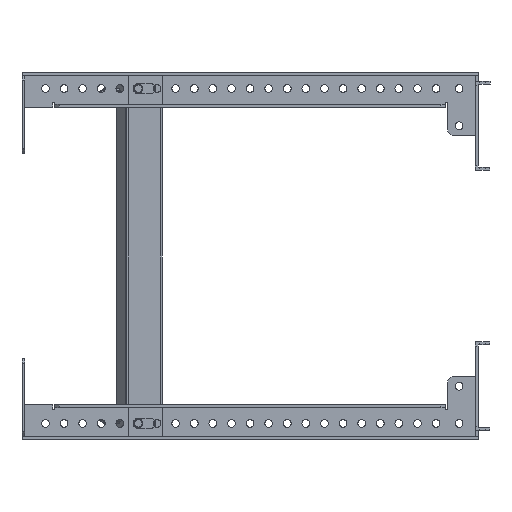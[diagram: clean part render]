
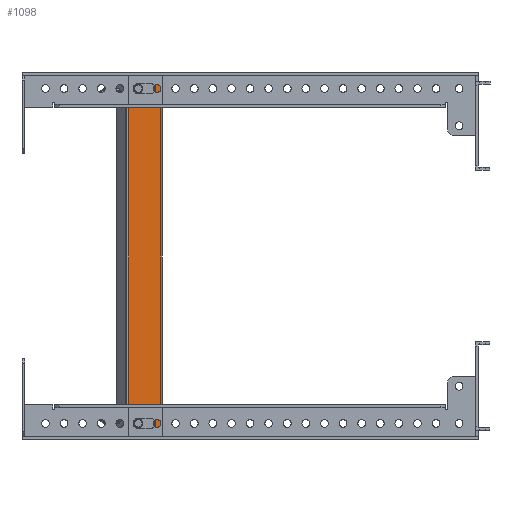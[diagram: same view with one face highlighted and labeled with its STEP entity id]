
A CAD part, front view. The second image highlights one B-rep face of the part: STEP entity #1098.
In plain terms, the highlighted planar face has unit normal (0, -1, 0).
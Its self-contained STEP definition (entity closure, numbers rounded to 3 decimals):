
#217 = DIRECTION ( 'NONE',  ( -1., 0., 0. ) ) ;
#625 = LINE ( 'NONE', #31366, #9456 ) ;
#678 = VERTEX_POINT ( 'NONE', #5636 ) ;
#684 = DIRECTION ( 'NONE',  ( 0., -1., 0. ) ) ;
#852 = LINE ( 'NONE', #29889, #1782 ) ;
#1098 = ADVANCED_FACE ( 'NONE', ( #32635, #14509, #9198 ), #22451, .F. ) ;
#1259 = DIRECTION ( 'NONE',  ( 0., 0., 1. ) ) ;
#1782 = VECTOR ( 'NONE', #13947, 1000. ) ;
#1796 = CARTESIAN_POINT ( 'NONE',  ( 1112.302, -254., 134. ) ) ;
#1821 = VERTEX_POINT ( 'NONE', #24457 ) ;
#1874 = LINE ( 'NONE', #25006, #29841 ) ;
#2170 = CARTESIAN_POINT ( 'NONE',  ( 1112.302, -254., 137.5 ) ) ;
#2609 = AXIS2_PLACEMENT_3D ( 'NONE', #6818, #19582, #14814 ) ;
#2726 = EDGE_CURVE ( 'NONE', #5058, #23750, #5011, .T. ) ;
#2908 = CARTESIAN_POINT ( 'NONE',  ( 1112.302, -254., 137.5 ) ) ;
#3246 = ORIENTED_EDGE ( 'NONE', *, *, #2726, .F. ) ;
#3445 = EDGE_CURVE ( 'NONE', #10330, #678, #32741, .T. ) ;
#3461 = AXIS2_PLACEMENT_3D ( 'NONE', #2908, #10382, #217 ) ;
#3798 = LINE ( 'NONE', #11644, #3835 ) ;
#3835 = VECTOR ( 'NONE', #1259, 1000. ) ;
#5011 = CIRCLE ( 'NONE', #22397, 3.5 ) ;
#5058 = VERTEX_POINT ( 'NONE', #8099 ) ;
#5636 = CARTESIAN_POINT ( 'NONE',  ( 1112.302, -254., 141. ) ) ;
#6723 = EDGE_LOOP ( 'NONE', ( #24026, #27786, #25479, #9125, #20991 ) ) ;
#6818 = CARTESIAN_POINT ( 'NONE',  ( 1150.77, -254., 25. ) ) ;
#6836 = CARTESIAN_POINT ( 'NONE',  ( 1105.802, -254., -97.5 ) ) ;
#7043 = CARTESIAN_POINT ( 'NONE',  ( 1120.302, -254., 137.5 ) ) ;
#7523 = CARTESIAN_POINT ( 'NONE',  ( 1105.802, -254., -97.5 ) ) ;
#7679 = ORIENTED_EDGE ( 'NONE', *, *, #27172, .F. ) ;
#7762 = CARTESIAN_POINT ( 'NONE',  ( 1112.302, -254., -84. ) ) ;
#8041 = EDGE_CURVE ( 'NONE', #23750, #24164, #1874, .T. ) ;
#8094 = DIRECTION ( 'NONE',  ( 1., 0., 0. ) ) ;
#8099 = CARTESIAN_POINT ( 'NONE',  ( 1108.802, -254., -87.5 ) ) ;
#8473 = CARTESIAN_POINT ( 'NONE',  ( 1112.302, -254., -84. ) ) ;
#8519 = CARTESIAN_POINT ( 'NONE',  ( 1120.302, -254., 141. ) ) ;
#8582 = EDGE_CURVE ( 'NONE', #30258, #1821, #3798, .T. ) ;
#8772 = CARTESIAN_POINT ( 'NONE',  ( 1120.302, -254., -87.5 ) ) ;
#9039 = ORIENTED_EDGE ( 'NONE', *, *, #25043, .F. ) ;
#9125 = ORIENTED_EDGE ( 'NONE', *, *, #33283, .T. ) ;
#9198 = FACE_BOUND ( 'NONE', #6723, .T. ) ;
#9456 = VECTOR ( 'NONE', #8094, 1000. ) ;
#9497 = DIRECTION ( 'NONE',  ( 1., 0., 0. ) ) ;
#9542 = LINE ( 'NONE', #6836, #25775 ) ;
#9778 = EDGE_CURVE ( 'NONE', #24920, #10330, #33435, .T. ) ;
#10257 = ORIENTED_EDGE ( 'NONE', *, *, #8582, .T. ) ;
#10270 = CARTESIAN_POINT ( 'NONE',  ( 1120.302, -254., 134. ) ) ;
#10330 = VERTEX_POINT ( 'NONE', #17848 ) ;
#10382 = DIRECTION ( 'NONE',  ( 0., 1., 0. ) ) ;
#11173 = LINE ( 'NONE', #31714, #29443 ) ;
#11644 = CARTESIAN_POINT ( 'NONE',  ( 1128.304, -254., -100.859 ) ) ;
#11995 = DIRECTION ( 'NONE',  ( -1., 0., 0. ) ) ;
#12246 = VERTEX_POINT ( 'NONE', #7523 ) ;
#12499 = VERTEX_POINT ( 'NONE', #8519 ) ;
#13429 = VECTOR ( 'NONE', #22898, 1000. ) ;
#13735 = CIRCLE ( 'NONE', #30533, 3.5 ) ;
#13947 = DIRECTION ( 'NONE',  ( -1., 0., 0. ) ) ;
#14449 = EDGE_CURVE ( 'NONE', #32943, #28880, #15434, .T. ) ;
#14509 = FACE_BOUND ( 'NONE', #15898, .T. ) ;
#14814 = DIRECTION ( 'NONE',  ( 1., 0., 0. ) ) ;
#15342 = CIRCLE ( 'NONE', #16982, 3.5 ) ;
#15434 = LINE ( 'NONE', #7762, #13429 ) ;
#15484 = CARTESIAN_POINT ( 'NONE',  ( 1150.146, -254., -97.5 ) ) ;
#15898 = EDGE_LOOP ( 'NONE', ( #27019, #3246, #9039, #17454, #15940 ) ) ;
#15940 = ORIENTED_EDGE ( 'NONE', *, *, #21021, .F. ) ;
#16119 = DIRECTION ( 'NONE',  ( 1., 0., 0. ) ) ;
#16339 = EDGE_LOOP ( 'NONE', ( #27407, #7679, #18789, #10257 ) ) ;
#16448 = DIRECTION ( 'NONE',  ( -1., 0., 0. ) ) ;
#16503 = CARTESIAN_POINT ( 'NONE',  ( 1112.302, -254., -87.5 ) ) ;
#16856 = CARTESIAN_POINT ( 'NONE',  ( 1105.802, -254., 147.5 ) ) ;
#16982 = AXIS2_PLACEMENT_3D ( 'NONE', #27587, #30313, #11995 ) ;
#17237 = DIRECTION ( 'NONE',  ( 0., 0., 1. ) ) ;
#17454 = ORIENTED_EDGE ( 'NONE', *, *, #14449, .F. ) ;
#17848 = CARTESIAN_POINT ( 'NONE',  ( 1108.802, -254., 137.5 ) ) ;
#18683 = CARTESIAN_POINT ( 'NONE',  ( 1128.304, -254., -97.5 ) ) ;
#18789 = ORIENTED_EDGE ( 'NONE', *, *, #26443, .F. ) ;
#19582 = DIRECTION ( 'NONE',  ( 0., 1., 0. ) ) ;
#20991 = ORIENTED_EDGE ( 'NONE', *, *, #25375, .T. ) ;
#21021 = EDGE_CURVE ( 'NONE', #24164, #32943, #21468, .T. ) ;
#21468 = CIRCLE ( 'NONE', #23676, 3.5 ) ;
#22397 = AXIS2_PLACEMENT_3D ( 'NONE', #16503, #684, #26515 ) ;
#22431 = CARTESIAN_POINT ( 'NONE',  ( 1120.302, -254., -84. ) ) ;
#22451 = PLANE ( 'NONE',  #2609 ) ;
#22870 = VERTEX_POINT ( 'NONE', #10270 ) ;
#22898 = DIRECTION ( 'NONE',  ( -1., 0., 0. ) ) ;
#23231 = DIRECTION ( 'NONE',  ( 0., 1., 0. ) ) ;
#23464 = DIRECTION ( 'NONE',  ( -1., 0., 0. ) ) ;
#23676 = AXIS2_PLACEMENT_3D ( 'NONE', #8772, #26978, #16448 ) ;
#23683 = EDGE_CURVE ( 'NONE', #678, #12499, #11173, .T. ) ;
#23750 = VERTEX_POINT ( 'NONE', #23929 ) ;
#23929 = CARTESIAN_POINT ( 'NONE',  ( 1112.302, -254., -91. ) ) ;
#24026 = ORIENTED_EDGE ( 'NONE', *, *, #9778, .T. ) ;
#24164 = VERTEX_POINT ( 'NONE', #32742 ) ;
#24457 = CARTESIAN_POINT ( 'NONE',  ( 1128.304, -254., 147.5 ) ) ;
#24920 = VERTEX_POINT ( 'NONE', #1796 ) ;
#25006 = CARTESIAN_POINT ( 'NONE',  ( 1112.302, -254., -91. ) ) ;
#25043 = EDGE_CURVE ( 'NONE', #28880, #5058, #15342, .T. ) ;
#25375 = EDGE_CURVE ( 'NONE', #22870, #24920, #852, .T. ) ;
#25479 = ORIENTED_EDGE ( 'NONE', *, *, #23683, .T. ) ;
#25567 = DIRECTION ( 'NONE',  ( -1., 0., 0. ) ) ;
#25775 = VECTOR ( 'NONE', #17237, 1000. ) ;
#26443 = EDGE_CURVE ( 'NONE', #30258, #12246, #27869, .T. ) ;
#26515 = DIRECTION ( 'NONE',  ( -1., 0., 0. ) ) ;
#26978 = DIRECTION ( 'NONE',  ( 0., -1., 0. ) ) ;
#27019 = ORIENTED_EDGE ( 'NONE', *, *, #8041, .F. ) ;
#27172 = EDGE_CURVE ( 'NONE', #12246, #28629, #9542, .T. ) ;
#27407 = ORIENTED_EDGE ( 'NONE', *, *, #29505, .F. ) ;
#27587 = CARTESIAN_POINT ( 'NONE',  ( 1112.302, -254., -87.5 ) ) ;
#27786 = ORIENTED_EDGE ( 'NONE', *, *, #3445, .T. ) ;
#27869 = LINE ( 'NONE', #15484, #28982 ) ;
#28629 = VERTEX_POINT ( 'NONE', #16856 ) ;
#28880 = VERTEX_POINT ( 'NONE', #8473 ) ;
#28982 = VECTOR ( 'NONE', #23464, 1000. ) ;
#29443 = VECTOR ( 'NONE', #16119, 1000. ) ;
#29505 = EDGE_CURVE ( 'NONE', #28629, #1821, #625, .T. ) ;
#29841 = VECTOR ( 'NONE', #9497, 1000. ) ;
#29889 = CARTESIAN_POINT ( 'NONE',  ( 1112.302, -254., 134. ) ) ;
#30258 = VERTEX_POINT ( 'NONE', #18683 ) ;
#30313 = DIRECTION ( 'NONE',  ( 0., -1., 0. ) ) ;
#30506 = DIRECTION ( 'NONE',  ( 0., 1., 0. ) ) ;
#30533 = AXIS2_PLACEMENT_3D ( 'NONE', #7043, #30506, #25567 ) ;
#31273 = AXIS2_PLACEMENT_3D ( 'NONE', #2170, #23231, #32906 ) ;
#31366 = CARTESIAN_POINT ( 'NONE',  ( 1105.802, -254., 147.5 ) ) ;
#31714 = CARTESIAN_POINT ( 'NONE',  ( 1112.302, -254., 141. ) ) ;
#32635 = FACE_OUTER_BOUND ( 'NONE', #16339, .T. ) ;
#32741 = CIRCLE ( 'NONE', #3461, 3.5 ) ;
#32742 = CARTESIAN_POINT ( 'NONE',  ( 1120.302, -254., -91. ) ) ;
#32906 = DIRECTION ( 'NONE',  ( -1., 0., 0. ) ) ;
#32943 = VERTEX_POINT ( 'NONE', #22431 ) ;
#33283 = EDGE_CURVE ( 'NONE', #12499, #22870, #13735, .T. ) ;
#33435 = CIRCLE ( 'NONE', #31273, 3.5 ) ;
